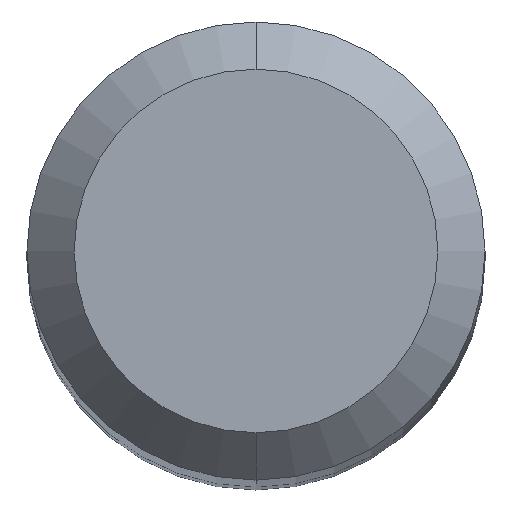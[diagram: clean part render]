
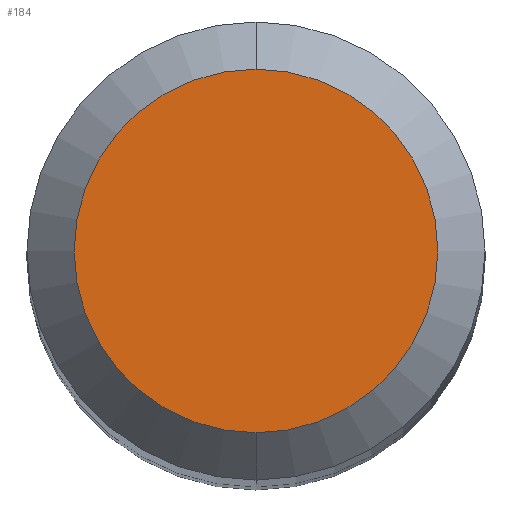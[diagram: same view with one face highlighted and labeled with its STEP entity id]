
A CAD part, top view. The second image highlights one B-rep face of the part: STEP entity #184.
In plain terms, the highlighted planar face has unit normal (0, 0, 1).
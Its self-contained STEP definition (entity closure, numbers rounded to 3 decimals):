
#3 = DIRECTION ( 'NONE',  ( 0., 0., -1. ) ) ;
#10 = FACE_OUTER_BOUND ( 'NONE', #305, .T. ) ;
#18 = CARTESIAN_POINT ( 'NONE',  ( 0., -1.925, 62. ) ) ;
#32 = PLANE ( 'NONE',  #40 ) ;
#33 = CARTESIAN_POINT ( 'NONE',  ( 0., 1.925, 62. ) ) ;
#40 = AXIS2_PLACEMENT_3D ( 'NONE', #236, #3, #111 ) ;
#63 = CARTESIAN_POINT ( 'NONE',  ( 0., 0., 62. ) ) ;
#82 = ORIENTED_EDGE ( 'NONE', *, *, #193, .F. ) ;
#92 = AXIS2_PLACEMENT_3D ( 'NONE', #63, #263, #114 ) ;
#111 = DIRECTION ( 'NONE',  ( 0., 1., 0. ) ) ;
#113 = CARTESIAN_POINT ( 'NONE',  ( 0., 0., 62. ) ) ;
#114 = DIRECTION ( 'NONE',  ( 0., 1., 0. ) ) ;
#131 = VERTEX_POINT ( 'NONE', #33 ) ;
#151 = CIRCLE ( 'NONE', #281, 1.925 ) ;
#172 = ORIENTED_EDGE ( 'NONE', *, *, #192, .F. ) ;
#183 = DIRECTION ( 'NONE',  ( 0., 1., 0. ) ) ;
#184 = ADVANCED_FACE ( 'NONE', ( #10 ), #32, .F. ) ;
#192 = EDGE_CURVE ( 'NONE', #312, #131, #151, .T. ) ;
#193 = EDGE_CURVE ( 'NONE', #131, #312, #269, .T. ) ;
#210 = DIRECTION ( 'NONE',  ( 0., 0., -1. ) ) ;
#236 = CARTESIAN_POINT ( 'NONE',  ( 0., 0., 62. ) ) ;
#263 = DIRECTION ( 'NONE',  ( 0., 0., -1. ) ) ;
#269 = CIRCLE ( 'NONE', #92, 1.925 ) ;
#281 = AXIS2_PLACEMENT_3D ( 'NONE', #113, #210, #183 ) ;
#305 = EDGE_LOOP ( 'NONE', ( #82, #172 ) ) ;
#312 = VERTEX_POINT ( 'NONE', #18 ) ;
